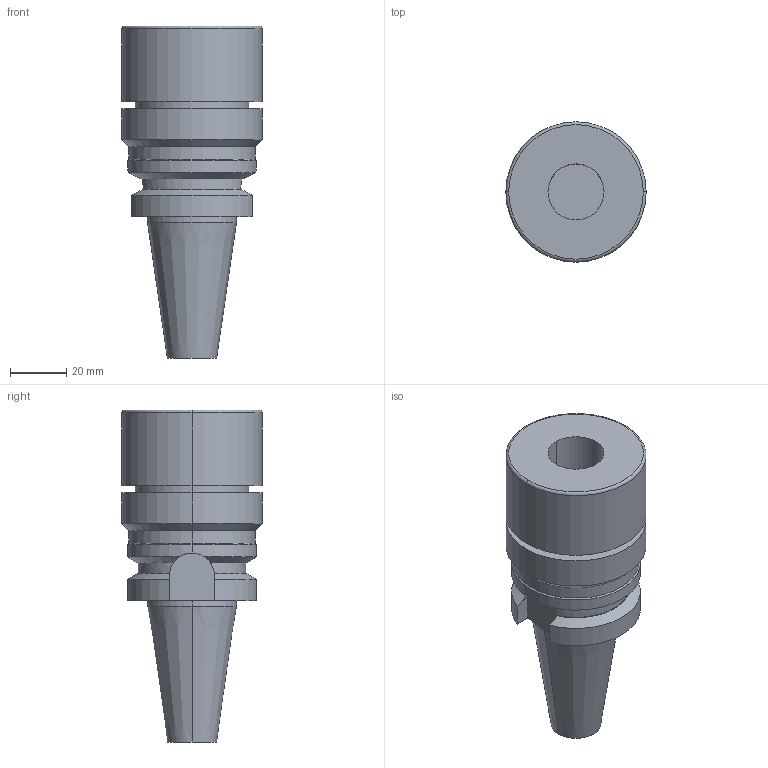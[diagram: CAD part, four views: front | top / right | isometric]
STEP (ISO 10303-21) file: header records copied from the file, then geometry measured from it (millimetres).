
FILE_DESCRIPTION (( 'STEP AP203' ), '1' );
FILE_NAME ('STP-5010-529-032-070-AV.STEP', '2021-09-23T02:52:25', ( '' ), ( '' ), 'SwSTEP 2.0', 'SolidWorks 2017', '' );
FILE_SCHEMA (( 'CONFIG_CONTROL_DESIGN' ));
Length unit declared in the file: millimetre
Products named in the file (1): STP-5010-529-032-070-AV
Bounding box: 50 x 50 x 118.4 mm (x, y, z)
Volume: 127029.4 mm3; surface area: 23121.9 mm2
Topology: 1 solids, 1 shells, 59 faces, 138 edges, 86 vertices
Faces by surface type: cylinder 27, plane 18, cone 12, torus 2
Entity records: 1820 total; most frequent: CARTESIAN_POINT 386, DIRECTION 297, ORIENTED_EDGE 272, EDGE_CURVE 136, AXIS2_PLACEMENT_3D 121, VERTEX_POINT 86, EDGE_LOOP 66, CIRCLE 61
